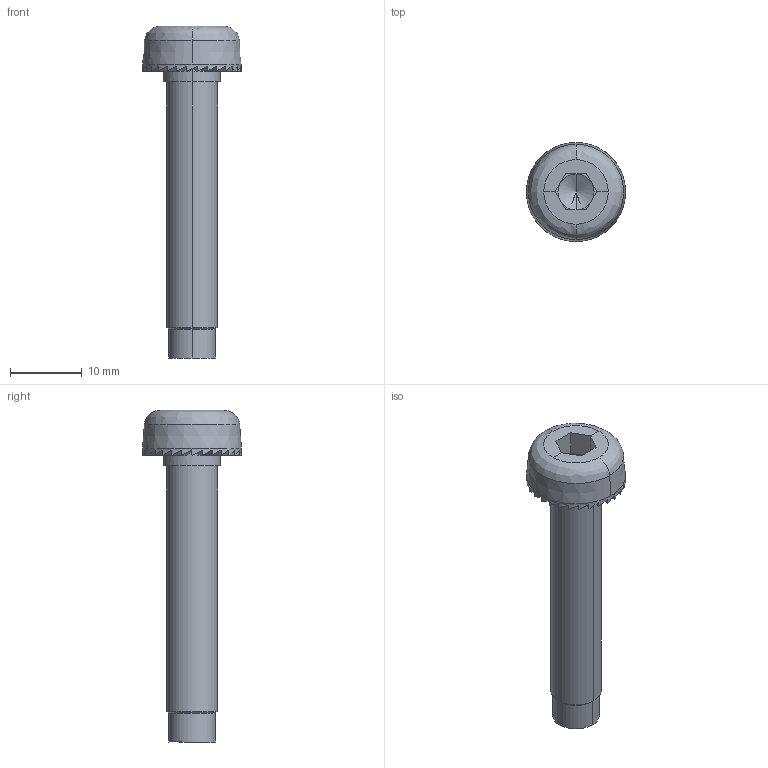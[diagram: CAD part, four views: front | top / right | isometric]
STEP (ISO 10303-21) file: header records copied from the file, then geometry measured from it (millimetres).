
FILE_DESCRIPTION (( 'STEP AP203' ), '1' );
FILE_NAME ('161107.step', '2022-01-27T15:37:35', ( '' ), ( '' ), 'SwSTEP 2.0', 'SolidWorks 2021', '' );
FILE_SCHEMA (( 'CONFIG_CONTROL_DESIGN' ));
Length unit declared in the file: millimetre
Products named in the file (1): 161107
Bounding box: 13.8 x 13.8 x 46.3 mm (x, y, z)
Volume: 2279.7 mm3; surface area: 1503.6 mm2
Topology: 1 solids, 1 shells, 92 faces, 252 edges, 161 vertices
Faces by surface type: plane 74, cone 8, cylinder 8, bspline 2
Entity records: 2951 total; most frequent: CARTESIAN_POINT 738, ORIENTED_EDGE 500, DIRECTION 392, EDGE_CURVE 250, VERTEX_POINT 161, LINE 154, VECTOR 154, AXIS2_PLACEMENT_3D 119
